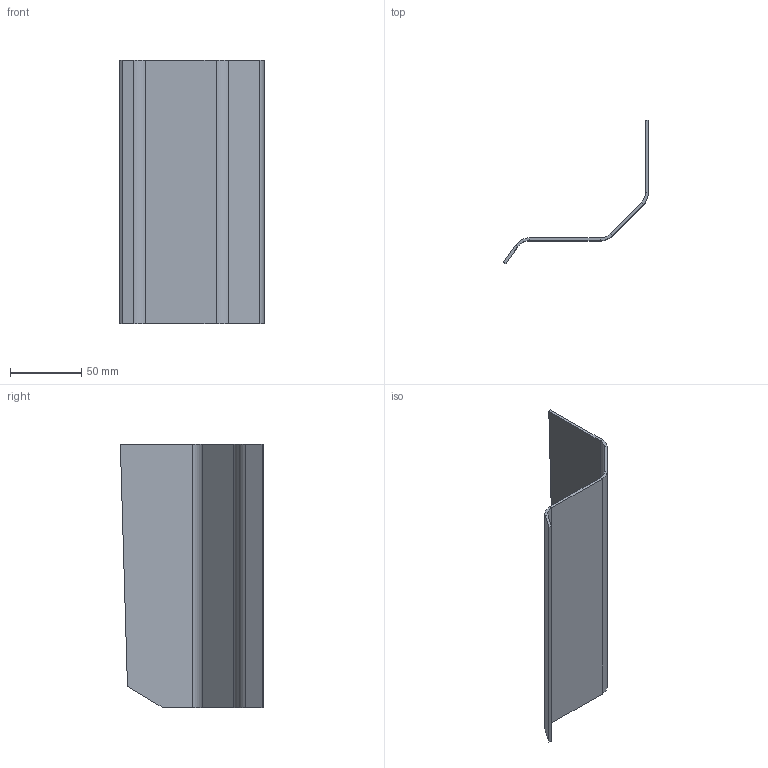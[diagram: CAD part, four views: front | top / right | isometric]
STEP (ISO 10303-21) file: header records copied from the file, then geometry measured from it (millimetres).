
FILE_DESCRIPTION (( 'STEP AP203' ), '1' );
FILE_NAME ('tole_pliée_3.STEP', '2021-03-09T20:59:08', ( '' ), ( '' ), 'SwSTEP 2.0', 'SolidWorks 2015', '' );
FILE_SCHEMA (( 'CONFIG_CONTROL_DESIGN' ));
Length unit declared in the file: millimetre
Products named in the file (1): tole_pliée_3
Bounding box: 101.58 x 100.66 x 185 mm (x, y, z)
Volume: 62847.5 mm3; surface area: 64250.3 mm2
Topology: 1 solids, 1 shells, 31 faces, 63 edges, 34 vertices
Faces by surface type: plane 25, cylinder 6
Entity records: 854 total; most frequent: DIRECTION 139, CARTESIAN_POINT 129, ORIENTED_EDGE 126, EDGE_CURVE 63, LINE 51, VECTOR 51, AXIS2_PLACEMENT_3D 44, VERTEX_POINT 34
